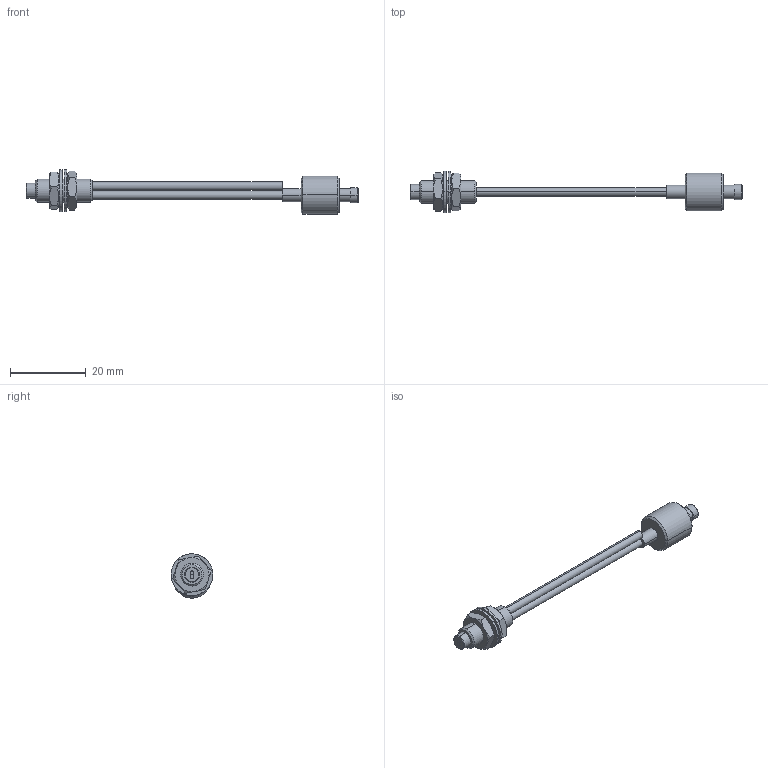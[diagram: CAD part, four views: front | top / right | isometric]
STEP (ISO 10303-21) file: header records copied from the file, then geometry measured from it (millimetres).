
FILE_DESCRIPTION (( 'STEP AP214' ), '1' );
FILE_NAME ('GPF-VD011-1.0.STEP', '2017-11-17T07:29:29', ( 'TWLEE' ), ( '' ), 'SwSTEP 2.0', 'SolidWorks 2015', '' );
FILE_SCHEMA (( 'AUTOMOTIVE_DESIGN' ));
Length unit declared in the file: millimetre
Products named in the file (7): GPF-VD011-1.0_FIBER; GPF-VD011-1.0_HEAD; GPF-VD011-1.0_HEAD2; GPF-VD011-1.0_LENS; GPF-VD011-1.0; M6_WASHER; M6_NUT
Assembly tree (10 placements, depth 2):
  GPF-VD011-1.0
    GPF-VD011-1.0_HEAD2
    GPF-VD011-1.0_HEAD
    GPF-VD011-1.0_FIBER  x2
    GPF-VD011-1.0_LENS  x2
    M6_NUT  x2
    M6_WASHER  x2
Bounding box: 87.5 x 11 x 11.7 mm (x, y, z)
Volume: 1989.5 mm3; surface area: 2363 mm2
Topology: 10 solids, 10 shells, 97 faces, 198 edges, 128 vertices
Faces by surface type: plane 39, cylinder 38, cone 20
Entity records: 2214 total; most frequent: CARTESIAN_POINT 420, DIRECTION 358, ORIENTED_EDGE 276, AXIS2_PLACEMENT_3D 154, EDGE_CURVE 138, VERTEX_POINT 88, EDGE_LOOP 80, CIRCLE 72
